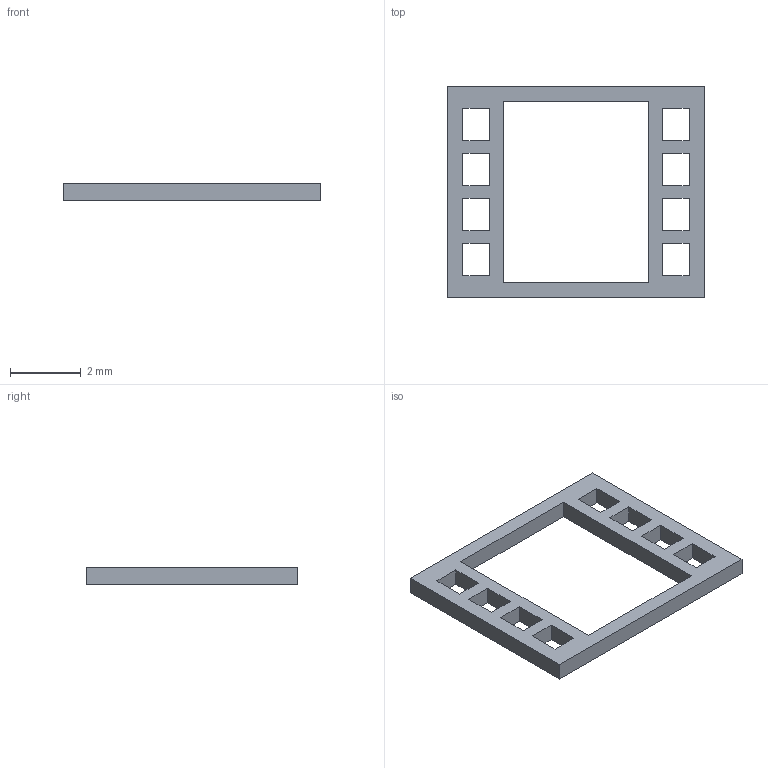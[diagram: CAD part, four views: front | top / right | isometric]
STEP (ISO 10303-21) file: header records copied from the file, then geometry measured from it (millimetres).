
FILE_DESCRIPTION(/* description */ (''),/* implementation_level */ '2;1');
FILE_NAME(/* name */ 'dac v2.step',/* time_stamp */ '2025-04-06T14:58:12-04:00',/* author */ (''),/* organization */ (''),/* preprocessor_version */ 'ST-DEVELOPER v20.1',/* originating_system */ 'Autodesk Translation Framework v14.4.0.0',/* authorisation */ '');
FILE_SCHEMA (('AUTOMOTIVE_DESIGN { 1 0 10303 214 3 1 1 }'));
Length unit declared in the file: millimetre
Products named in the file (1): dac
Bounding box: 7.28 x 5.97 x 0.5 mm (x, y, z)
Volume: 8.5 mm3; surface area: 69.9 mm2
Topology: 1 solids, 1 shells, 42 faces, 120 edges, 80 vertices
Faces by surface type: plane 42
Entity records: 1402 total; most frequent: CARTESIAN_POINT 243, ORIENTED_EDGE 240, DIRECTION 206, LINE 120, VECTOR 120, EDGE_CURVE 120, VERTEX_POINT 80, EDGE_LOOP 60
